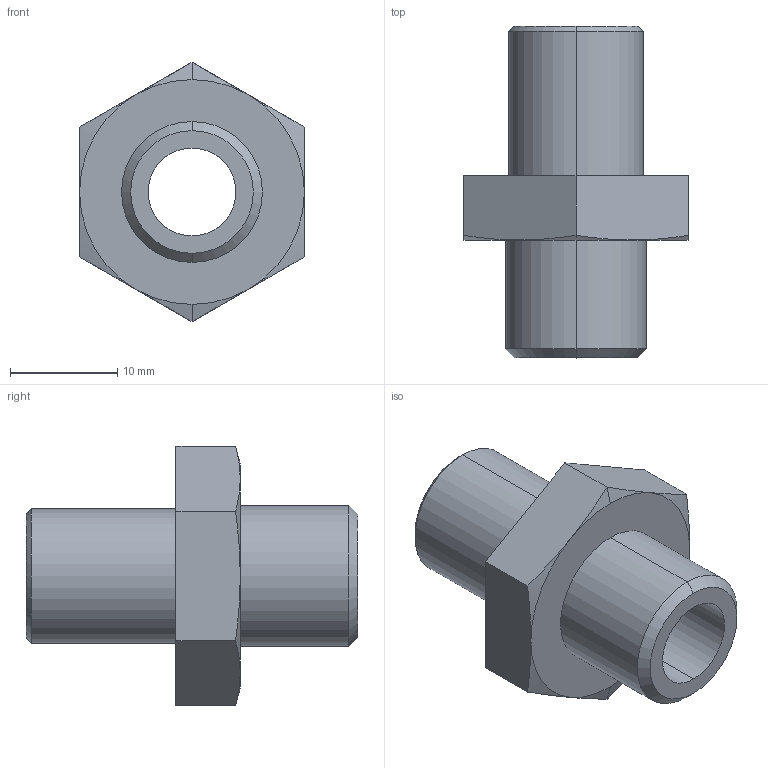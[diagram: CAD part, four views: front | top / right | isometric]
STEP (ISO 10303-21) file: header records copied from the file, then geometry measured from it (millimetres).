
FILE_DESCRIPTION(('STEP AP214'),'1');
FILE_NAME('COVAL_IM51SP143.stp','2017-12-28T08:28:30',('TraceParts'),('TraceParts S.A.'),'Spatial InterOp 3D',' ',' ');
FILE_SCHEMA(('automotive_design'));
Length unit declared in the file: millimetre
Products named in the file (1): COVAL_IM51SP143
Bounding box: 21 x 31 x 24.25 mm (x, y, z)
Volume: 3869.1 mm3; surface area: 2852 mm2
Topology: 1 solids, 1 shells, 30 faces, 64 edges, 38 vertices
Faces by surface type: cone 14, plane 10, cylinder 6
Entity records: 857 total; most frequent: CARTESIAN_POINT 193, DIRECTION 140, ORIENTED_EDGE 128, EDGE_CURVE 64, AXIS2_PLACEMENT_3D 57, VERTEX_POINT 38, EDGE_LOOP 34, ADVANCED_FACE 30
